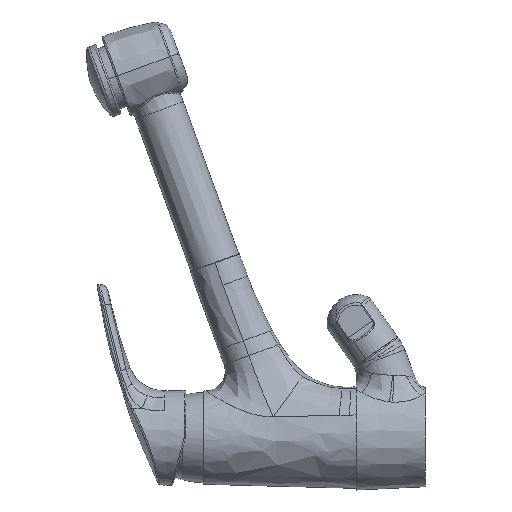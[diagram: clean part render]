
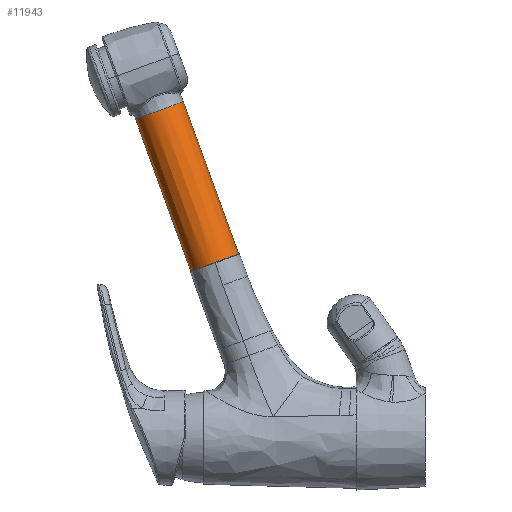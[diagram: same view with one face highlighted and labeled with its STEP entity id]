
A CAD part, left-side view. The second image highlights one B-rep face of the part: STEP entity #11943.
In plain terms, the highlighted free-form (B-spline) face has degree [3, 3] with [11, 4] control points.
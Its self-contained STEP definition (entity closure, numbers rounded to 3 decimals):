
#145 = CARTESIAN_POINT ( 'NONE',  ( -11.245, 131.34, 198.064 ) ) ;
#154 = CARTESIAN_POINT ( 'NONE',  ( 0., 105.53, 205.351 ) ) ;
#214 = CARTESIAN_POINT ( 'NONE',  ( -11.245, 74.991, 109.006 ) ) ;
#269 = VERTEX_POINT ( 'NONE', #7389 ) ;
#284 = CARTESIAN_POINT ( 'NONE',  ( 0.973, 82.76, 142.701 ) ) ;
#405 = CARTESIAN_POINT ( 'NONE',  ( 0., 134.661, 194.749 ) ) ;
#553 = B_SPLINE_SURFACE_WITH_KNOTS ( 'NONE', 3, 3, ( 
 ( #3522, #9744, #12847, #3598 ),
 ( #14419, #5174, #15976, #6726 ),
 ( #17518, #8283, #19101, #17105 ),
 ( #7864, #18682, #9408, #145 ),
 ( #10947, #1684, #12499, #3254 ),
 ( #14072, #4819, #15631, #6384 ),
 ( #17174, #7935, #18755, #9483 ),
 ( #214, #11017, #1752, #12573 ),
 ( #3326, #14143, #4892, #15700 ),
 ( #6451, #17246, #8009, #18827 ),
 ( #9550, #284, #11087, #1823 ) ),
 .UNSPECIFIED., .F., .F., .F.,
 ( 4, 1, 1, 1, 1, 1, 1, 1, 4 ),
 ( 4, 4 ),
 ( 0., 7.11, 13.24, 19.37, 25.499, 31.629, 37.758, 43.888, 50.998 ),
 ( 0., 102.96 ),
 .UNSPECIFIED. ) ;
#687 = VERTEX_POINT ( 'NONE', #154 ) ;
#1069 = EDGE_LOOP ( 'NONE', ( #14319, #12855, #4244, #11784 ) ) ;
#1684 = CARTESIAN_POINT ( 'NONE',  ( -14.693, 103.015, 135.328 ) ) ;
#1752 = CARTESIAN_POINT ( 'NONE',  ( -11.245, 98.467, 173.506 ) ) ;
#1823 = CARTESIAN_POINT ( 'NONE',  ( 0.973, 106.237, 207.201 ) ) ;
#1830 = CARTESIAN_POINT ( 'NONE',  ( -6.087, 71.671, 112.321 ) ) ;
#2478 = CARTESIAN_POINT ( 'NONE',  ( 0., 71.67, 112.322 ) ) ;
#2904 = CARTESIAN_POINT ( 'NONE',  ( -18.665, 86.237, 107.02 ) ) ;
#3254 = CARTESIAN_POINT ( 'NONE',  ( -14.693, 126.492, 199.829 ) ) ;
#3326 = CARTESIAN_POINT ( 'NONE',  ( -5.811, 71.579, 110.248 ) ) ;
#3517 = CARTESIAN_POINT ( 'NONE',  ( -11.245, 130.663, 196.204 ) ) ;
#3522 = CARTESIAN_POINT ( 'NONE',  ( 0.973, 100.094, 99.869 ) ) ;
#3598 = CARTESIAN_POINT ( 'NONE',  ( 0.973, 135.309, 196.62 ) ) ;
#4244 = ORIENTED_EDGE ( 'NONE', *, *, #13897, .F. ) ;
#4473 = CARTESIAN_POINT ( 'NONE',  ( -12.187, 98.19, 102.669 ) ) ;
#4819 = CARTESIAN_POINT ( 'NONE',  ( -15.904, 97.296, 137.41 ) ) ;
#4892 = CARTESIAN_POINT ( 'NONE',  ( -5.811, 95.055, 174.748 ) ) ;
#5095 = CARTESIAN_POINT ( 'NONE',  ( -15.904, 120.095, 200.05 ) ) ;
#5174 = CARTESIAN_POINT ( 'NONE',  ( -1.376, 111.974, 132.068 ) ) ;
#5453 = CARTESIAN_POINT ( 'NONE',  ( 0., 100.801, 101.719 ) ) ;
#6043 = CARTESIAN_POINT ( 'NONE',  ( 0., 100.801, 101.719 ) ) ;
#6142 = CARTESIAN_POINT ( 'NONE',  ( 0., 71.67, 112.322 ) ) ;
#6366 = EDGE_CURVE ( 'NONE', #17795, #14617, #7433, .T. ) ;
#6384 = CARTESIAN_POINT ( 'NONE',  ( -15.904, 120.773, 201.91 ) ) ;
#6451 = CARTESIAN_POINT ( 'NONE',  ( -1.376, 70.881, 110.502 ) ) ;
#6645 = CARTESIAN_POINT ( 'NONE',  ( -11.245, 109.528, 203.896 ) ) ;
#6726 = CARTESIAN_POINT ( 'NONE',  ( -1.376, 135.45, 196.568 ) ) ;
#7173 = CARTESIAN_POINT ( 'NONE',  ( 0., 105.53, 205.351 ) ) ;
#7389 = CARTESIAN_POINT ( 'NONE',  ( 0., 134.661, 194.749 ) ) ;
#7433 = B_SPLINE_CURVE_WITH_KNOTS ( 'NONE', 8,
 ( #10615, #1830, #9077, #12160, #2904, #13725, #4473, #15292, #6043 ),
 .UNSPECIFIED., .F., .F.,
 ( 9, 9 ),
 ( 0., 1. ),
 .UNSPECIFIED. ) ;
#7864 = CARTESIAN_POINT ( 'NONE',  ( -11.245, 96.125, 101.314 ) ) ;
#7935 = CARTESIAN_POINT ( 'NONE',  ( -14.693, 91.577, 139.492 ) ) ;
#8009 = CARTESIAN_POINT ( 'NONE',  ( -1.376, 94.357, 175.002 ) ) ;
#8201 = CARTESIAN_POINT ( 'NONE',  ( -2.029, 105.53, 205.351 ) ) ;
#8283 = CARTESIAN_POINT ( 'NONE',  ( -5.811, 111.276, 132.322 ) ) ;
#8555 = CARTESIAN_POINT ( 'NONE',  ( 0., 134.661, 194.749 ) ) ;
#9077 = CARTESIAN_POINT ( 'NONE',  ( -12.188, 74.282, 111.371 ) ) ;
#9326 = CARTESIAN_POINT ( 'NONE',  ( -2.029, 134.661, 194.749 ) ) ;
#9408 = CARTESIAN_POINT ( 'NONE',  ( -11.245, 119.602, 165.814 ) ) ;
#9483 = CARTESIAN_POINT ( 'NONE',  ( -14.693, 115.054, 203.992 ) ) ;
#9550 = CARTESIAN_POINT ( 'NONE',  ( 0.973, 71.022, 110.45 ) ) ;
#9744 = CARTESIAN_POINT ( 'NONE',  ( 0.973, 111.832, 132.119 ) ) ;
#10615 = CARTESIAN_POINT ( 'NONE',  ( 0., 71.67, 112.322 ) ) ;
#10749 = CARTESIAN_POINT ( 'NONE',  ( 0., 100.801, 101.719 ) ) ;
#10947 = CARTESIAN_POINT ( 'NONE',  ( -14.693, 91.277, 103.078 ) ) ;
#11017 = CARTESIAN_POINT ( 'NONE',  ( -11.245, 86.729, 141.256 ) ) ;
#11087 = CARTESIAN_POINT ( 'NONE',  ( 0.973, 94.498, 174.951 ) ) ;
#11449 = EDGE_CURVE ( 'NONE', #17795, #687, #19825, .T. ) ;
#11697 = B_SPLINE_CURVE_WITH_KNOTS ( 'NONE', 3,
 ( #5453, #12711, #17806, #8555 ),
 .UNSPECIFIED., .F., .F.,
 ( 4, 4 ),
 ( 1.98, 100.98 ),
 .UNSPECIFIED. ) ;
#11784 = ORIENTED_EDGE ( 'NONE', *, *, #16733, .F. ) ;
#11943 = ADVANCED_FACE ( 'NONE', ( #18147 ), #553, .T. ) ;
#12160 = CARTESIAN_POINT ( 'NONE',  ( -16.798, 79.313, 109.54 ) ) ;
#12499 = CARTESIAN_POINT ( 'NONE',  ( -14.693, 114.753, 167.579 ) ) ;
#12573 = CARTESIAN_POINT ( 'NONE',  ( -11.245, 110.205, 205.757 ) ) ;
#12711 = CARTESIAN_POINT ( 'NONE',  ( 0., 112.087, 132.729 ) ) ;
#12768 = CARTESIAN_POINT ( 'NONE',  ( -6.086, 133.902, 195.025 ) ) ;
#12847 = CARTESIAN_POINT ( 'NONE',  ( 0.973, 123.57, 164.37 ) ) ;
#12855 = ORIENTED_EDGE ( 'NONE', *, *, #11449, .T. ) ;
#13725 = CARTESIAN_POINT ( 'NONE',  ( -16.799, 93.156, 104.501 ) ) ;
#13897 = EDGE_CURVE ( 'NONE', #269, #687, #19516, .T. ) ;
#14072 = CARTESIAN_POINT ( 'NONE',  ( -15.904, 85.558, 105.16 ) ) ;
#14143 = CARTESIAN_POINT ( 'NONE',  ( -5.811, 83.317, 142.498 ) ) ;
#14319 = ORIENTED_EDGE ( 'NONE', *, *, #6366, .F. ) ;
#14344 = CARTESIAN_POINT ( 'NONE',  ( -14.693, 125.814, 197.968 ) ) ;
#14419 = CARTESIAN_POINT ( 'NONE',  ( -1.376, 100.236, 99.818 ) ) ;
#14617 = VERTEX_POINT ( 'NONE', #10749 ) ;
#14867 = CARTESIAN_POINT ( 'NONE',  ( 0., 82.957, 143.332 ) ) ;
#15292 = CARTESIAN_POINT ( 'NONE',  ( -6.086, 100.8, 101.719 ) ) ;
#15631 = CARTESIAN_POINT ( 'NONE',  ( -15.904, 109.034, 169.66 ) ) ;
#15700 = CARTESIAN_POINT ( 'NONE',  ( -5.811, 106.793, 206.999 ) ) ;
#15895 = CARTESIAN_POINT ( 'NONE',  ( -14.693, 114.376, 202.131 ) ) ;
#15976 = CARTESIAN_POINT ( 'NONE',  ( -1.376, 123.712, 164.318 ) ) ;
#16418 = CARTESIAN_POINT ( 'NONE',  ( 0., 94.243, 174.341 ) ) ;
#16733 = EDGE_CURVE ( 'NONE', #14617, #269, #11697, .T. ) ;
#17105 = CARTESIAN_POINT ( 'NONE',  ( -5.811, 134.752, 196.822 ) ) ;
#17174 = CARTESIAN_POINT ( 'NONE',  ( -14.693, 79.839, 107.241 ) ) ;
#17246 = CARTESIAN_POINT ( 'NONE',  ( -1.376, 82.619, 142.752 ) ) ;
#17446 = CARTESIAN_POINT ( 'NONE',  ( -6.086, 106.288, 205.075 ) ) ;
#17518 = CARTESIAN_POINT ( 'NONE',  ( -5.811, 99.538, 100.072 ) ) ;
#17795 = VERTEX_POINT ( 'NONE', #6142 ) ;
#17806 = CARTESIAN_POINT ( 'NONE',  ( 0., 123.374, 163.739 ) ) ;
#18147 = FACE_OUTER_BOUND ( 'NONE', #1069, .T. ) ;
#18682 = CARTESIAN_POINT ( 'NONE',  ( -11.245, 107.864, 133.564 ) ) ;
#18755 = CARTESIAN_POINT ( 'NONE',  ( -14.693, 103.315, 171.742 ) ) ;
#18827 = CARTESIAN_POINT ( 'NONE',  ( -1.376, 106.095, 207.253 ) ) ;
#19023 = CARTESIAN_POINT ( 'NONE',  ( 0., 105.53, 205.351 ) ) ;
#19101 = CARTESIAN_POINT ( 'NONE',  ( -5.811, 123.014, 164.572 ) ) ;
#19516 = B_SPLINE_CURVE_WITH_KNOTS ( 'NONE', 3,
 ( #405, #9326, #12768, #3517, #14344, #5095, #15895, #6645, #17446, #8201, #19023 ),
 .UNSPECIFIED., .F., .F.,
 ( 4, 1, 1, 1, 1, 1, 1, 1, 4 ),
 ( 0.981, 7.11, 13.24, 19.37, 25.499, 31.629, 37.758, 43.888, 50.018 ),
 .UNSPECIFIED. ) ;
#19825 = B_SPLINE_CURVE_WITH_KNOTS ( 'NONE', 3,
 ( #2478, #14867, #16418, #7173 ),
 .UNSPECIFIED., .F., .F.,
 ( 4, 4 ),
 ( 1.98, 100.98 ),
 .UNSPECIFIED. ) ;
